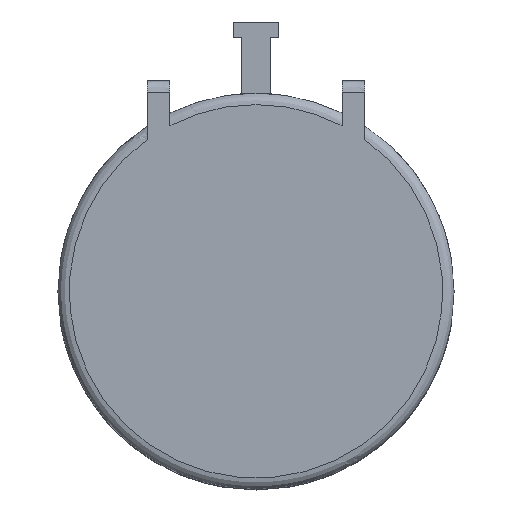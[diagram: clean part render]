
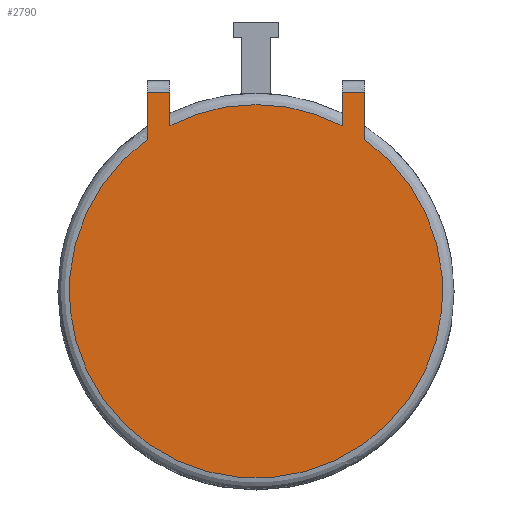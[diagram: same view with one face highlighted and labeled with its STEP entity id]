
A CAD part, top view. The second image highlights one B-rep face of the part: STEP entity #2790.
In plain terms, the highlighted free-form (B-spline) face has degree [1, 1] with [2, 2] control points.
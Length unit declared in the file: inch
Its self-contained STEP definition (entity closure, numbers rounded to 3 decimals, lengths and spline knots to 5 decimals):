
#680=DIRECTION('',(-1.,0.,0.));
#681=VECTOR('',#680,0.05);
#682=CARTESIAN_POINT('',(0.24,0.44,0.722));
#683=LINE('',#682,#681);
#697=DIRECTION('',(0.,-1.,0.));
#698=VECTOR('',#697,0.10451);
#699=CARTESIAN_POINT('',(0.24,0.44,0.722));
#700=LINE('',#699,#698);
#701=DIRECTION('',(0.,1.,0.));
#702=VECTOR('',#701,0.10451);
#703=CARTESIAN_POINT('',(-0.24,0.33549,0.722));
#704=LINE('',#703,#702);
#705=DIRECTION('',(0.,-1.,0.));
#706=VECTOR('',#705,0.07386);
#707=CARTESIAN_POINT('',(-0.19,0.44,0.722));
#708=LINE('',#707,#706);
#709=DIRECTION('',(0.,1.,0.));
#710=VECTOR('',#709,0.07386);
#711=CARTESIAN_POINT('',(0.19,0.36614,0.722));
#712=LINE('',#711,#710);
#733=CARTESIAN_POINT('',(-0.24,0.33549,0.722));
#735=CARTESIAN_POINT('',(0.,0.,0.722));
#736=DIRECTION('',(0.,0.,1.));
#737=DIRECTION('',(-0.582,0.813,0.));
#738=AXIS2_PLACEMENT_3D('',#735,#736,#737);
#740=CARTESIAN_POINT('',(0.24,0.33549,0.722));
#765=CARTESIAN_POINT('',(0.19,0.36614,0.722));
#767=CARTESIAN_POINT('',(0.,0.,0.722));
#768=DIRECTION('',(0.,0.,1.));
#769=DIRECTION('',(0.461,0.888,0.));
#770=AXIS2_PLACEMENT_3D('',#767,#768,#769);
#772=CARTESIAN_POINT('',(-0.19,0.36614,0.722));
#801=DIRECTION('',(-1.,0.,0.));
#802=VECTOR('',#801,0.05);
#803=CARTESIAN_POINT('',(-0.19,0.44,0.722));
#804=LINE('',#803,#802);
#1074=VERTEX_POINT('',#740);
#1075=VERTEX_POINT('',#765);
#1076=VERTEX_POINT('',#772);
#1077=VERTEX_POINT('',#733);
#1082=CARTESIAN_POINT('',(0.24,0.44,0.722));
#1083=VERTEX_POINT('',#1082);
#1084=CARTESIAN_POINT('',(0.19,0.44,0.722));
#1085=VERTEX_POINT('',#1084);
#1090=CARTESIAN_POINT('',(-0.19,0.44,0.722));
#1091=VERTEX_POINT('',#1090);
#1092=CARTESIAN_POINT('',(-0.24,0.44,0.722));
#1093=VERTEX_POINT('',#1092);
#2770=CARTESIAN_POINT('',(-0.429,-0.42955,0.722));
#2771=CARTESIAN_POINT('',(-0.429,0.45705,0.722));
#2772=CARTESIAN_POINT('',(0.429,-0.42955,0.722));
#2773=CARTESIAN_POINT('',(0.429,0.45705,0.722));
#2774=B_SPLINE_SURFACE_WITH_KNOTS('',1,1,((#2770,#2771),(#2772,#2773)),
.UNSPECIFIED.,.F.,.F.,.F.,(2,2),(2,2),(-0.429,0.429),(
-0.42955,0.45705),.UNSPECIFIED.);
#2775=ORIENTED_EDGE('',*,*,#2713,.F.);
#2776=ORIENTED_EDGE('',*,*,#2681,.T.);
#2778=ORIENTED_EDGE('',*,*,#2777,.F.);
#2780=ORIENTED_EDGE('',*,*,#2779,.T.);
#2782=ORIENTED_EDGE('',*,*,#2781,.F.);
#2784=ORIENTED_EDGE('',*,*,#2783,.T.);
#2786=ORIENTED_EDGE('',*,*,#2785,.F.);
#2787=ORIENTED_EDGE('',*,*,#2753,.T.);
#2788=EDGE_LOOP('',(#2775,#2776,#2778,#2780,#2782,#2784,#2786,#2787));
#2789=FACE_OUTER_BOUND('',#2788,.F.);
#2790=ADVANCED_FACE('',(#2789),#2774,.T.);
#739=CIRCLE('',#738,0.4125);
#771=CIRCLE('',#770,0.4125);
#2681=EDGE_CURVE('',#1083,#1074,#700,.T.);
#2713=EDGE_CURVE('',#1083,#1085,#683,.T.);
#2753=EDGE_CURVE('',#1075,#1085,#712,.T.);
#2777=EDGE_CURVE('',#1077,#1074,#739,.T.);
#2779=EDGE_CURVE('',#1077,#1093,#704,.T.);
#2781=EDGE_CURVE('',#1091,#1093,#804,.T.);
#2783=EDGE_CURVE('',#1091,#1076,#708,.T.);
#2785=EDGE_CURVE('',#1075,#1076,#771,.T.);
